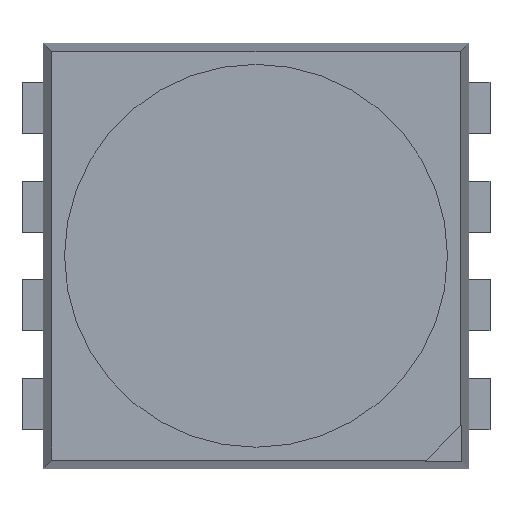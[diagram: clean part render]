
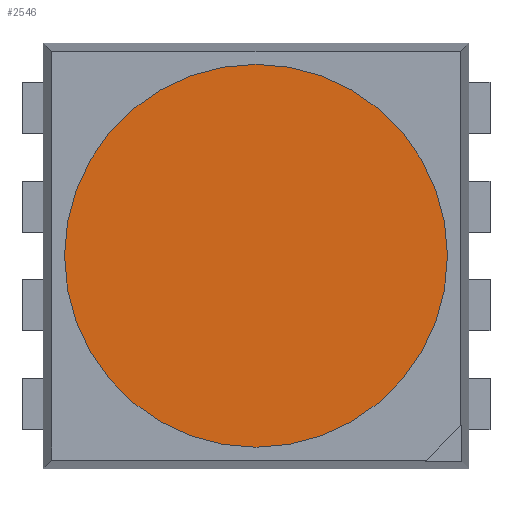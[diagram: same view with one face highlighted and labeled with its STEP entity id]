
A CAD part, top view. The second image highlights one B-rep face of the part: STEP entity #2546.
In plain terms, the highlighted planar face has unit normal (0, 0, 1).
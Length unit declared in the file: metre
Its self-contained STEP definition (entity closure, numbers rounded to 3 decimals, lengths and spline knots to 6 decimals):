
#744=PLANE('',#2816);
#858=ORIENTED_EDGE('',*,*,#1586,.T.);
#1586=EDGE_CURVE('',#1951,#1951,#2195,.T.);
#1951=VERTEX_POINT('',#3568);
#2195=CIRCLE('',#2814,0.00225);
#2219=EDGE_LOOP('',(#858));
#2382=FACE_BOUND('',#2219,.T.);
#2546=ADVANCED_FACE('',(#2382),#744,.T.);
#2814=AXIS2_PLACEMENT_3D('',#3567,#2972,#2973);
#2816=AXIS2_PLACEMENT_3D('',#3571,#2976,#2977);
#2972=DIRECTION('',(0.,0.,1.));
#2973=DIRECTION('',(1.,0.,0.));
#2976=DIRECTION('',(0.,0.,1.));
#2977=DIRECTION('',(1.,0.,0.));
#3567=CARTESIAN_POINT('',(0.,0.,0.00165));
#3568=CARTESIAN_POINT('',(0.00225,0.,0.00165));
#3571=CARTESIAN_POINT('',(0.,0.,0.00165));
